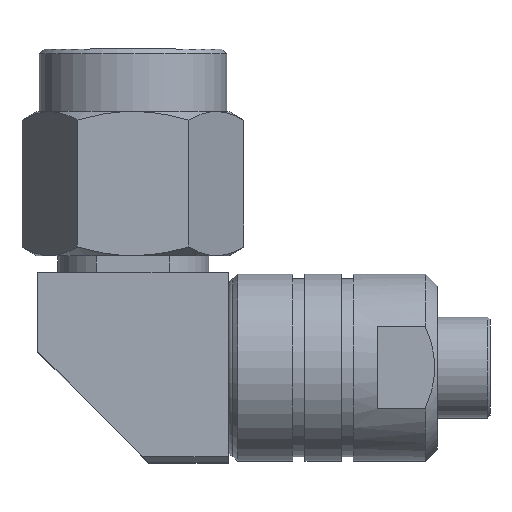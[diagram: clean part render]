
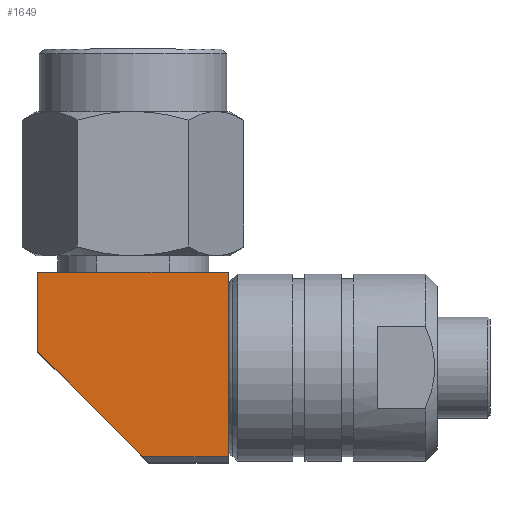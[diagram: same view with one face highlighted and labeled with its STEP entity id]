
A CAD part, top view. The second image highlights one B-rep face of the part: STEP entity #1649.
In plain terms, the highlighted planar face has unit normal (0, 0, 1).
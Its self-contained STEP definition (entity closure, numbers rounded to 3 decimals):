
#29 = ORIENTED_EDGE ( 'NONE', *, *, #2325, .T. ) ;
#45 = EDGE_CURVE ( 'NONE', #3009, #83, #2093, .T. ) ;
#83 = VERTEX_POINT ( 'NONE', #874 ) ;
#194 = DIRECTION ( 'NONE',  ( 0., 0., 1. ) ) ;
#201 = EDGE_CURVE ( 'NONE', #2329, #1050, #2703, .T. ) ;
#316 = VERTEX_POINT ( 'NONE', #2237 ) ;
#363 = CARTESIAN_POINT ( 'NONE',  ( 0., -3.71, 3.96 ) ) ;
#447 = VECTOR ( 'NONE', #2879, 1000. ) ;
#498 = VECTOR ( 'NONE', #2694, 1000. ) ;
#655 = VECTOR ( 'NONE', #2915, 1000. ) ;
#874 = CARTESIAN_POINT ( 'NONE',  ( -3.96, 0.66, 3.96 ) ) ;
#890 = CARTESIAN_POINT ( 'NONE',  ( 3.96, -3.96, 3.96 ) ) ;
#942 = CARTESIAN_POINT ( 'NONE',  ( 3.96, 3.96, 3.96 ) ) ;
#1050 = VERTEX_POINT ( 'NONE', #942 ) ;
#1126 = DIRECTION ( 'NONE',  ( 1., 0., 0. ) ) ;
#1266 = FACE_OUTER_BOUND ( 'NONE', #1526, .T. ) ;
#1323 = ORIENTED_EDGE ( 'NONE', *, *, #45, .T. ) ;
#1406 = VECTOR ( 'NONE', #1974, 1000. ) ;
#1459 = EDGE_CURVE ( 'NONE', #1050, #3009, #2454, .T. ) ;
#1511 = ORIENTED_EDGE ( 'NONE', *, *, #3258, .F. ) ;
#1526 = EDGE_LOOP ( 'NONE', ( #1511, #29, #2453, #1557, #1323 ) ) ;
#1557 = ORIENTED_EDGE ( 'NONE', *, *, #1459, .T. ) ;
#1596 = CARTESIAN_POINT ( 'NONE',  ( -3.96, 3.96, 3.96 ) ) ;
#1649 = ADVANCED_FACE ( 'NONE', ( #1266 ), #2289, .T. ) ;
#1672 = LINE ( 'NONE', #1688, #498 ) ;
#1688 = CARTESIAN_POINT ( 'NONE',  ( 0.66, -3.96, 3.96 ) ) ;
#1757 = AXIS2_PLACEMENT_3D ( 'NONE', #2023, #194, #1765 ) ;
#1765 = DIRECTION ( 'NONE',  ( 1., 0., 0. ) ) ;
#1974 = DIRECTION ( 'NONE',  ( 0., 1., 0. ) ) ;
#2023 = CARTESIAN_POINT ( 'NONE',  ( 0., 0., 3.96 ) ) ;
#2093 = LINE ( 'NONE', #1596, #447 ) ;
#2157 = CARTESIAN_POINT ( 'NONE',  ( 3.96, -3.71, 3.96 ) ) ;
#2237 = CARTESIAN_POINT ( 'NONE',  ( 0.41, -3.71, 3.96 ) ) ;
#2289 = PLANE ( 'NONE',  #1757 ) ;
#2325 = EDGE_CURVE ( 'NONE', #316, #2329, #2650, .T. ) ;
#2329 = VERTEX_POINT ( 'NONE', #2157 ) ;
#2453 = ORIENTED_EDGE ( 'NONE', *, *, #201, .T. ) ;
#2454 = LINE ( 'NONE', #3146, #655 ) ;
#2557 = VECTOR ( 'NONE', #1126, 1000. ) ;
#2572 = CARTESIAN_POINT ( 'NONE',  ( -3.96, 3.96, 3.96 ) ) ;
#2650 = LINE ( 'NONE', #363, #2557 ) ;
#2694 = DIRECTION ( 'NONE',  ( -0.707, 0.707, 0. ) ) ;
#2703 = LINE ( 'NONE', #890, #1406 ) ;
#2879 = DIRECTION ( 'NONE',  ( 0., -1., 0. ) ) ;
#2915 = DIRECTION ( 'NONE',  ( -1., 0., 0. ) ) ;
#3009 = VERTEX_POINT ( 'NONE', #2572 ) ;
#3146 = CARTESIAN_POINT ( 'NONE',  ( 3.96, 3.96, 3.96 ) ) ;
#3258 = EDGE_CURVE ( 'NONE', #316, #83, #1672, .T. ) ;
